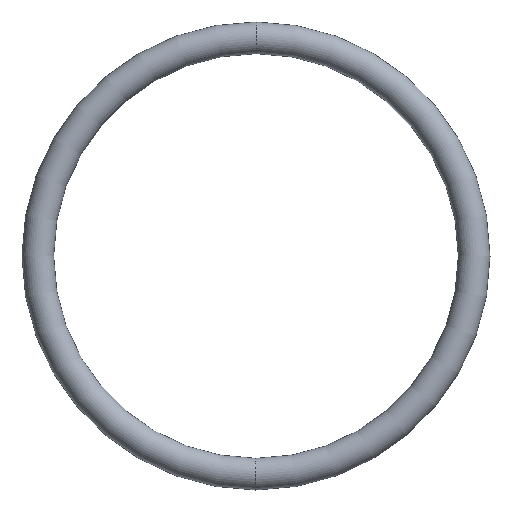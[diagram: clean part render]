
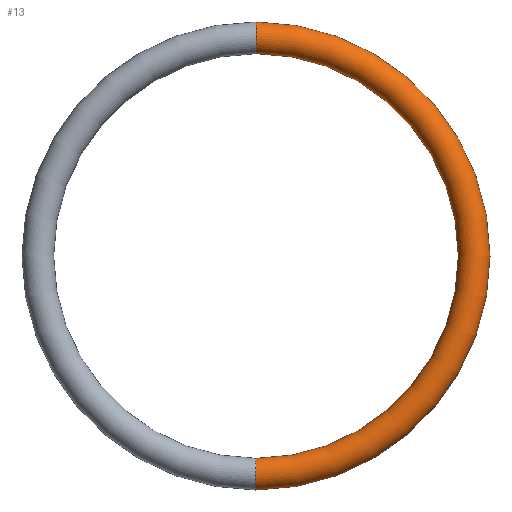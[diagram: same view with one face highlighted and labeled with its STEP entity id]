
A CAD part, left-side view. The second image highlights one B-rep face of the part: STEP entity #13.
In plain terms, the highlighted toroidal (fillet/blend) face has major radius 13.97 mm and minor radius 1.016 mm.
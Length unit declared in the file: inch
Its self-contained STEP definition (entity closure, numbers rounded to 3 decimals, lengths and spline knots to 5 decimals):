
#9 = EDGE_CURVE ( 'NONE', #10, #41, #33, .T. ) ;
#10 = VERTEX_POINT ( 'NONE', #56 ) ;
#12 = EDGE_LOOP ( 'NONE', ( #40, #20, #14, #37 ) ) ;
#13 = ADVANCED_FACE ( 'NONE', ( #125 ), #178, .T. ) ;
#14 = ORIENTED_EDGE ( 'NONE', *, *, #36, .T. ) ;
#15 = VERTEX_POINT ( 'NONE', #123 ) ;
#20 = ORIENTED_EDGE ( 'NONE', *, *, #38, .T. ) ;
#29 = DIRECTION ( 'NONE',  ( 0., 0., 1. ) ) ;
#30 = DIRECTION ( 'NONE',  ( 0., 1., 0. ) ) ;
#31 = CARTESIAN_POINT ( 'NONE',  ( 0.1, 0., -0.55 ) ) ;
#32 = AXIS2_PLACEMENT_3D ( 'NONE', #31, #30, #29 ) ;
#33 = CIRCLE ( 'NONE', #32, 0.04 ) ;
#35 = EDGE_CURVE ( 'NONE', #41, #15, #114, .T. ) ;
#36 = EDGE_CURVE ( 'NONE', #39, #15, #98, .T. ) ;
#37 = ORIENTED_EDGE ( 'NONE', *, *, #35, .F. ) ;
#38 = EDGE_CURVE ( 'NONE', #10, #39, #158, .T. ) ;
#39 = VERTEX_POINT ( 'NONE', #159 ) ;
#40 = ORIENTED_EDGE ( 'NONE', *, *, #9, .F. ) ;
#41 = VERTEX_POINT ( 'NONE', #124 ) ;
#56 = CARTESIAN_POINT ( 'NONE',  ( 0.1, 0., -0.59 ) ) ;
#61 = DIRECTION ( 'NONE',  ( 0., 0., 1. ) ) ;
#62 = DIRECTION ( 'NONE',  ( -1., 0., 0. ) ) ;
#89 = AXIS2_PLACEMENT_3D ( 'NONE', #183, #182, #153 ) ;
#98 = CIRCLE ( 'NONE', #156, 0.04 ) ;
#111 = CARTESIAN_POINT ( 'NONE',  ( 0.1, 0., 0. ) ) ;
#113 = AXIS2_PLACEMENT_3D ( 'NONE', #111, #62, #61 ) ;
#114 = CIRCLE ( 'NONE', #113, 0.51 ) ;
#115 = CARTESIAN_POINT ( 'NONE',  ( 0.1, 0., 0.55 ) ) ;
#123 = CARTESIAN_POINT ( 'NONE',  ( 0.1, 0., 0.51 ) ) ;
#124 = CARTESIAN_POINT ( 'NONE',  ( 0.1, 0., -0.51 ) ) ;
#125 = FACE_OUTER_BOUND ( 'NONE', #12, .T. ) ;
#153 = DIRECTION ( 'NONE',  ( 0., 0., 1. ) ) ;
#154 = DIRECTION ( 'NONE',  ( 0., 0., -1. ) ) ;
#155 = DIRECTION ( 'NONE',  ( 0., -1., 0. ) ) ;
#156 = AXIS2_PLACEMENT_3D ( 'NONE', #115, #155, #154 ) ;
#157 = CARTESIAN_POINT ( 'NONE',  ( 0.1, 0., 0. ) ) ;
#158 = CIRCLE ( 'NONE', #181, 0.59 ) ;
#159 = CARTESIAN_POINT ( 'NONE',  ( 0.1, 0., 0.59 ) ) ;
#178 = TOROIDAL_SURFACE ( 'NONE', #89, 0.55, 0.04 ) ;
#179 = DIRECTION ( 'NONE',  ( 0., 0., 1. ) ) ;
#180 = DIRECTION ( 'NONE',  ( -1., 0., 0. ) ) ;
#181 = AXIS2_PLACEMENT_3D ( 'NONE', #157, #180, #179 ) ;
#182 = DIRECTION ( 'NONE',  ( -1., 0., 0. ) ) ;
#183 = CARTESIAN_POINT ( 'NONE',  ( 0.1, 0., 0. ) ) ;
